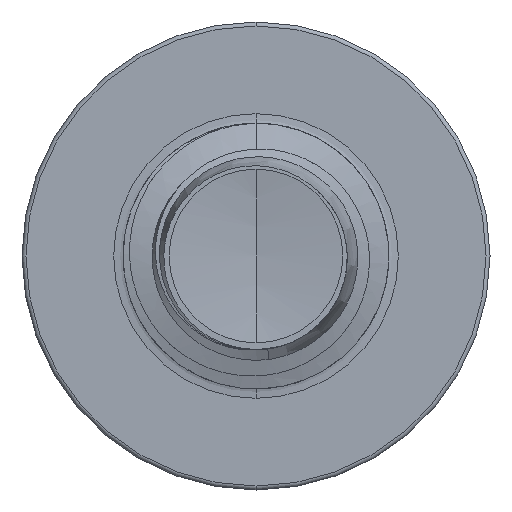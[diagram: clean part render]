
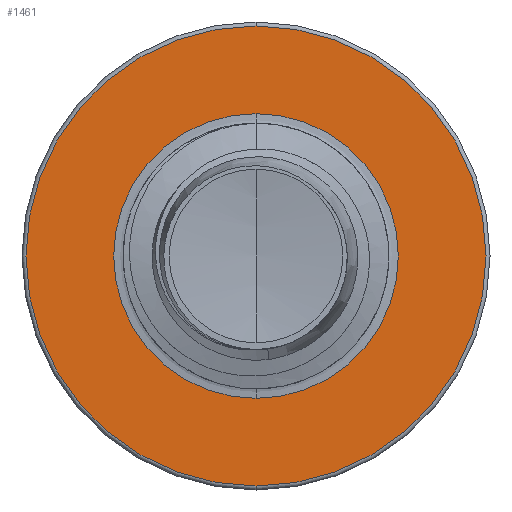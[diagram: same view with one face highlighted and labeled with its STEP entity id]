
A CAD part, front view. The second image highlights one B-rep face of the part: STEP entity #1461.
In plain terms, the highlighted planar face has unit normal (0, -1, 0).
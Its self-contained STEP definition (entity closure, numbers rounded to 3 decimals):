
#1461 = ADVANCED_FACE ( 'NONE', ( #4896, #5505 ), #10162, .F. ) ;
#2398 = VERTEX_POINT ( 'NONE', #3209 ) ;
#2524 = AXIS2_PLACEMENT_3D ( 'NONE', #7221, #7181, #7175 ) ;
#2613 = AXIS2_PLACEMENT_3D ( 'NONE', #7298, #7282, #7275 ) ;
#3209 = CARTESIAN_POINT ( 'NONE',  ( 0., 5.5, -4.325 ) ) ;
#3437 = ORIENTED_EDGE ( 'NONE', *, *, #16464, .F. ) ;
#3486 = AXIS2_PLACEMENT_3D ( 'NONE', #11876, #11853, #11845 ) ;
#3700 = EDGE_LOOP ( 'NONE', ( #17763, #3437 ) ) ;
#4063 = DIRECTION ( 'NONE',  ( 0., 0., 1. ) ) ;
#4087 = DIRECTION ( 'NONE',  ( 0., 1., 0. ) ) ;
#4093 = CARTESIAN_POINT ( 'NONE',  ( 0., 5.5, 0. ) ) ;
#4896 = FACE_OUTER_BOUND ( 'NONE', #3700, .T. ) ;
#5099 = AXIS2_PLACEMENT_3D ( 'NONE', #4093, #4087, #4063 ) ;
#5505 = FACE_BOUND ( 'NONE', #7942, .T. ) ;
#6860 = CIRCLE ( 'NONE', #2524, 4.325 ) ;
#7130 = CARTESIAN_POINT ( 'NONE',  ( 0., 5.5, 2.677 ) ) ;
#7175 = DIRECTION ( 'NONE',  ( 0., 0., 1. ) ) ;
#7181 = DIRECTION ( 'NONE',  ( 0., 1., 0. ) ) ;
#7221 = CARTESIAN_POINT ( 'NONE',  ( 0., 5.5, 0. ) ) ;
#7275 = DIRECTION ( 'NONE',  ( 0., 0., 1. ) ) ;
#7282 = DIRECTION ( 'NONE',  ( 0., 1., 0. ) ) ;
#7298 = CARTESIAN_POINT ( 'NONE',  ( 0., 5.5, 0. ) ) ;
#7731 = CIRCLE ( 'NONE', #3486, 4.325 ) ;
#7942 = EDGE_LOOP ( 'NONE', ( #8551, #13144 ) ) ;
#8551 = ORIENTED_EDGE ( 'NONE', *, *, #16463, .T. ) ;
#9600 = CARTESIAN_POINT ( 'NONE',  ( 0., 5.5, -2.677 ) ) ;
#10090 = DIRECTION ( 'NONE',  ( 0., 0., 1. ) ) ;
#10092 = DIRECTION ( 'NONE',  ( 0., 1., 0. ) ) ;
#10162 = PLANE ( 'NONE',  #14271 ) ;
#10229 = CARTESIAN_POINT ( 'NONE',  ( 0., 5.5, -2.677 ) ) ;
#11384 = VERTEX_POINT ( 'NONE', #7130 ) ;
#11845 = DIRECTION ( 'NONE',  ( 0., 0., 1. ) ) ;
#11853 = DIRECTION ( 'NONE',  ( 0., 1., 0. ) ) ;
#11876 = CARTESIAN_POINT ( 'NONE',  ( 0., 5.5, 0. ) ) ;
#11889 = CARTESIAN_POINT ( 'NONE',  ( 0., 5.5, 4.325 ) ) ;
#13144 = ORIENTED_EDGE ( 'NONE', *, *, #15169, .T. ) ;
#14271 = AXIS2_PLACEMENT_3D ( 'NONE', #10229, #10092, #10090 ) ;
#15169 = EDGE_CURVE ( 'NONE', #17949, #11384, #17568, .T. ) ;
#15491 = CIRCLE ( 'NONE', #2613, 2.677 ) ;
#15942 = EDGE_CURVE ( 'NONE', #17871, #2398, #7731, .T. ) ;
#16463 = EDGE_CURVE ( 'NONE', #11384, #17949, #15491, .T. ) ;
#16464 = EDGE_CURVE ( 'NONE', #2398, #17871, #6860, .T. ) ;
#17568 = CIRCLE ( 'NONE', #5099, 2.677 ) ;
#17763 = ORIENTED_EDGE ( 'NONE', *, *, #15942, .F. ) ;
#17871 = VERTEX_POINT ( 'NONE', #11889 ) ;
#17949 = VERTEX_POINT ( 'NONE', #9600 ) ;
